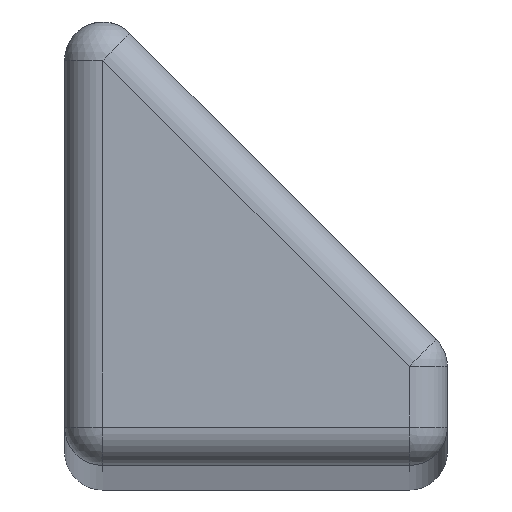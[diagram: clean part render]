
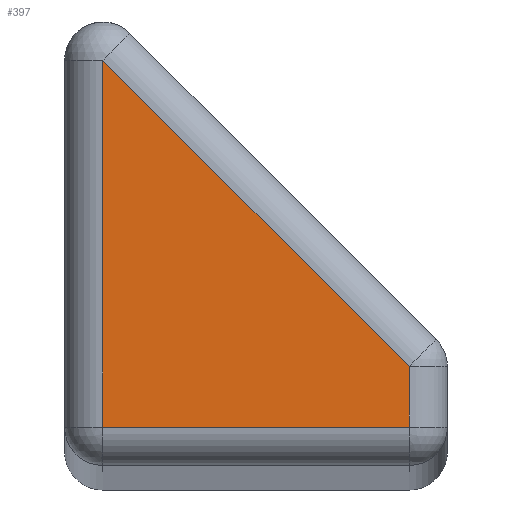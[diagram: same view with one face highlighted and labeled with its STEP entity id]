
A CAD part, top view. The second image highlights one B-rep face of the part: STEP entity #397.
In plain terms, the highlighted planar face has unit normal (0, 0, 1).
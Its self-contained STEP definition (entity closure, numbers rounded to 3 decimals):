
#10 = VERTEX_POINT ( 'NONE', #271 ) ;
#27 = CARTESIAN_POINT ( 'NONE',  ( 1.8, 0.2, 36.9 ) ) ;
#38 = ORIENTED_EDGE ( 'NONE', *, *, #375, .T. ) ;
#57 = CARTESIAN_POINT ( 'NONE',  ( 0.2, 0., 36.9 ) ) ;
#136 = VECTOR ( 'NONE', #659, 1000. ) ;
#251 = ORIENTED_EDGE ( 'NONE', *, *, #555, .T. ) ;
#269 = DIRECTION ( 'NONE',  ( 1., 0., 0. ) ) ;
#271 = CARTESIAN_POINT ( 'NONE',  ( 1.8, 0.517, 36.9 ) ) ;
#275 = ORIENTED_EDGE ( 'NONE', *, *, #398, .T. ) ;
#285 = LINE ( 'NONE', #57, #136 ) ;
#326 = CARTESIAN_POINT ( 'NONE',  ( 0., 0., 36.9 ) ) ;
#333 = DIRECTION ( 'NONE',  ( 0., 1., 0. ) ) ;
#334 = EDGE_CURVE ( 'NONE', #656, #585, #285, .T. ) ;
#338 = VECTOR ( 'NONE', #333, 1000. ) ;
#354 = LINE ( 'NONE', #457, #571 ) ;
#375 = EDGE_CURVE ( 'NONE', #585, #646, #654, .T. ) ;
#397 = ADVANCED_FACE ( 'NONE', ( #506 ), #662, .T. ) ;
#398 = EDGE_CURVE ( 'NONE', #646, #10, #628, .T. ) ;
#440 = CARTESIAN_POINT ( 'NONE',  ( 1.8, 0., 36.9 ) ) ;
#457 = CARTESIAN_POINT ( 'NONE',  ( 1.159, 1.159, 36.9 ) ) ;
#490 = DIRECTION ( 'NONE',  ( 0., 0., 1. ) ) ;
#495 = DIRECTION ( 'NONE',  ( 1., 0., 0. ) ) ;
#506 = FACE_OUTER_BOUND ( 'NONE', #534, .T. ) ;
#510 = DIRECTION ( 'NONE',  ( -0.707, 0.707, 0. ) ) ;
#534 = EDGE_LOOP ( 'NONE', ( #251, #681, #38, #275 ) ) ;
#555 = EDGE_CURVE ( 'NONE', #10, #656, #354, .T. ) ;
#563 = AXIS2_PLACEMENT_3D ( 'NONE', #326, #490, #495 ) ;
#571 = VECTOR ( 'NONE', #510, 1000. ) ;
#578 = CARTESIAN_POINT ( 'NONE',  ( 0.2, 0.2, 36.9 ) ) ;
#585 = VERTEX_POINT ( 'NONE', #578 ) ;
#598 = CARTESIAN_POINT ( 'NONE',  ( 0., 0.2, 36.9 ) ) ;
#612 = VECTOR ( 'NONE', #269, 1000. ) ;
#628 = LINE ( 'NONE', #440, #338 ) ;
#646 = VERTEX_POINT ( 'NONE', #27 ) ;
#654 = LINE ( 'NONE', #598, #612 ) ;
#656 = VERTEX_POINT ( 'NONE', #694 ) ;
#659 = DIRECTION ( 'NONE',  ( 0., -1., 0. ) ) ;
#662 = PLANE ( 'NONE',  #563 ) ;
#681 = ORIENTED_EDGE ( 'NONE', *, *, #334, .T. ) ;
#694 = CARTESIAN_POINT ( 'NONE',  ( 0.2, 2.117, 36.9 ) ) ;
